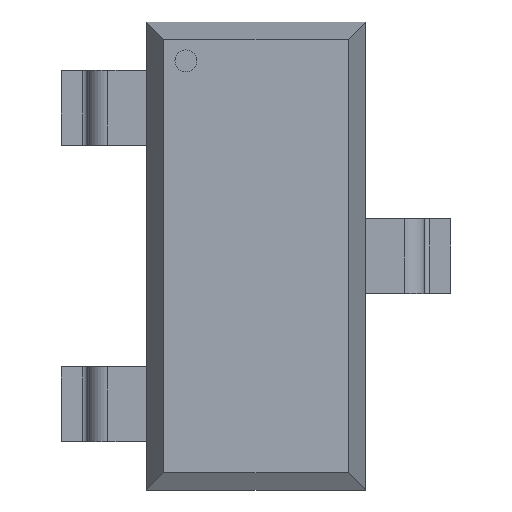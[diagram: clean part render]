
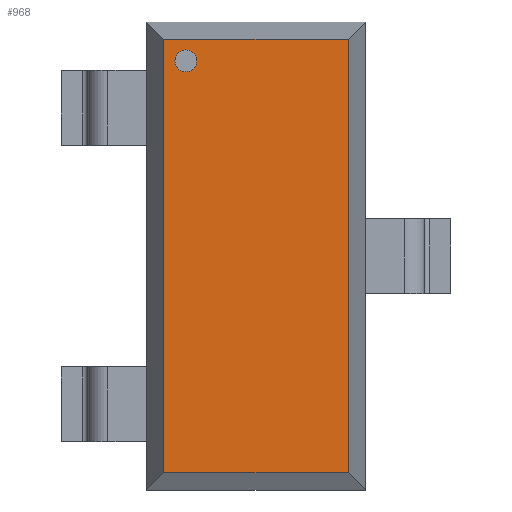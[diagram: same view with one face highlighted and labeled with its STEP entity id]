
A CAD part, top view. The second image highlights one B-rep face of the part: STEP entity #968.
In plain terms, the highlighted planar face has unit normal (0, 0, 1).
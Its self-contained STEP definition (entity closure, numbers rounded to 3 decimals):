
#25=FACE_BOUND('',#138,.T.);
#33=PLANE('',#1046);
#79=FACE_OUTER_BOUND('',#137,.T.);
#137=EDGE_LOOP('',(#698,#699,#700,#701));
#138=EDGE_LOOP('',(#702));
#189=LINE('',#1420,#302);
#193=LINE('',#1428,#306);
#196=LINE('',#1434,#309);
#200=LINE('',#1440,#313);
#302=VECTOR('',#1136,10.);
#306=VECTOR('',#1142,10.);
#309=VECTOR('',#1147,10.);
#313=VECTOR('',#1153,10.);
#414=CIRCLE('',#1037,0.07);
#440=VERTEX_POINT('',#1411);
#442=VERTEX_POINT('',#1418);
#443=VERTEX_POINT('',#1419);
#446=VERTEX_POINT('',#1427);
#448=VERTEX_POINT('',#1433);
#530=EDGE_CURVE('',#440,#440,#414,.T.);
#533=EDGE_CURVE('',#442,#443,#189,.T.);
#537=EDGE_CURVE('',#443,#446,#193,.T.);
#540=EDGE_CURVE('',#446,#448,#196,.T.);
#544=EDGE_CURVE('',#448,#442,#200,.T.);
#698=ORIENTED_EDGE('',*,*,#533,.F.);
#699=ORIENTED_EDGE('',*,*,#544,.F.);
#700=ORIENTED_EDGE('',*,*,#540,.F.);
#701=ORIENTED_EDGE('',*,*,#537,.F.);
#702=ORIENTED_EDGE('',*,*,#530,.T.);
#968=ADVANCED_FACE('',(#79,#25),#33,.T.);
#1037=AXIS2_PLACEMENT_3D('',#1412,#1127,#1128);
#1046=AXIS2_PLACEMENT_3D('',#1451,#1163,#1164);
#1127=DIRECTION('center_axis',(0.,0.,-1.));
#1128=DIRECTION('ref_axis',(1.,0.,0.));
#1136=DIRECTION('',(0.,1.,0.));
#1142=DIRECTION('',(1.,0.,0.));
#1147=DIRECTION('',(0.,-1.,0.));
#1153=DIRECTION('',(-1.,0.,0.));
#1163=DIRECTION('center_axis',(0.,0.,1.));
#1164=DIRECTION('ref_axis',(1.,0.,0.));
#1411=CARTESIAN_POINT('',(-0.52,1.25,1.1));
#1412=CARTESIAN_POINT('Origin',(-0.45,1.25,1.1));
#1418=CARTESIAN_POINT('',(-0.59,-1.39,1.1));
#1419=CARTESIAN_POINT('',(-0.59,1.39,1.1));
#1420=CARTESIAN_POINT('',(-0.59,0.75,1.1));
#1427=CARTESIAN_POINT('',(0.59,1.39,1.1));
#1428=CARTESIAN_POINT('',(0.35,1.39,1.1));
#1433=CARTESIAN_POINT('',(0.59,-1.39,1.1));
#1434=CARTESIAN_POINT('',(0.59,-0.75,1.1));
#1440=CARTESIAN_POINT('',(-0.35,-1.39,1.1));
#1451=CARTESIAN_POINT('Origin',(0.,0.,1.1));
